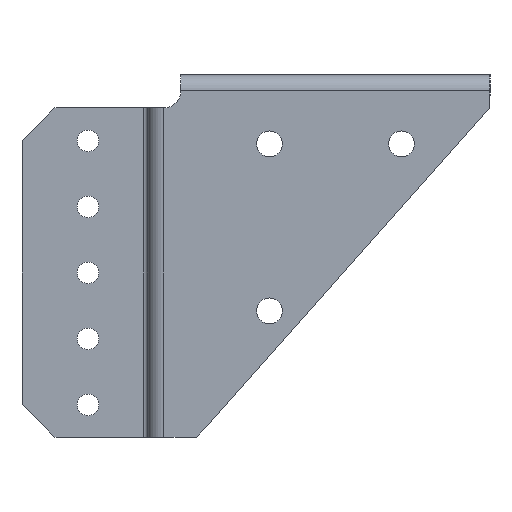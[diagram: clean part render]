
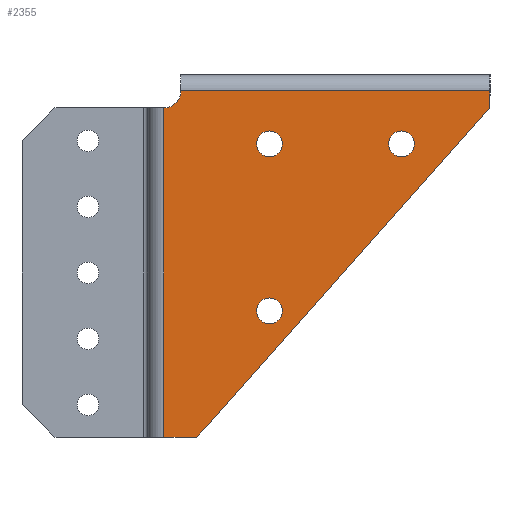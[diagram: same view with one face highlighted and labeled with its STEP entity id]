
A CAD part, front view. The second image highlights one B-rep face of the part: STEP entity #2355.
In plain terms, the highlighted planar face has unit normal (0, -1, 0).
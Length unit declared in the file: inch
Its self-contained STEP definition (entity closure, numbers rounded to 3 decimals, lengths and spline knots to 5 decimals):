
#96 = VECTOR ( 'NONE', #2600, 39.37008 ) ;
#108 = VECTOR ( 'NONE', #241, 39.37008 ) ;
#138 = CARTESIAN_POINT ( 'NONE',  ( 1.17075, -1.36503, -0.032 ) ) ;
#181 = ORIENTED_EDGE ( 'NONE', *, *, #3141, .T. ) ;
#229 = DIRECTION ( 'NONE',  ( 0., 1., 0. ) ) ;
#233 = EDGE_CURVE ( 'NONE', #867, #2929, #2041, .T. ) ;
#241 = DIRECTION ( 'NONE',  ( 0., 0., 1. ) ) ;
#243 = DIRECTION ( 'NONE',  ( 0., 0., 1. ) ) ;
#323 = CIRCLE ( 'NONE', #2960, 0.098 ) ;
#418 = LINE ( 'NONE', #3189, #672 ) ;
#440 = EDGE_CURVE ( 'NONE', #2501, #2049, #2311, .T. ) ;
#465 = AXIS2_PLACEMENT_3D ( 'NONE', #2621, #2606, #2859 ) ;
#469 = AXIS2_PLACEMENT_3D ( 'NONE', #3315, #766, #243 ) ;
#474 = CARTESIAN_POINT ( 'NONE',  ( 0.5, -1.36503, -0.335 ) ) ;
#478 = LINE ( 'NONE', #2548, #108 ) ;
#486 = VERTEX_POINT ( 'NONE', #2153 ) ;
#503 = EDGE_LOOP ( 'NONE', ( #1542, #181 ) ) ;
#541 = CARTESIAN_POINT ( 'NONE',  ( 1.17075, -1.36503, -2.655 ) ) ;
#545 = CARTESIAN_POINT ( 'NONE',  ( -1.29675, -1.36503, -0.16 ) ) ;
#649 = VERTEX_POINT ( 'NONE', #1571 ) ;
#672 = VECTOR ( 'NONE', #2459, 39.37008 ) ;
#736 = AXIS2_PLACEMENT_3D ( 'NONE', #1252, #229, #2286 ) ;
#744 = ORIENTED_EDGE ( 'NONE', *, *, #1594, .F. ) ;
#755 = VERTEX_POINT ( 'NONE', #1855 ) ;
#766 = DIRECTION ( 'NONE',  ( 0., 1., 0. ) ) ;
#775 = CARTESIAN_POINT ( 'NONE',  ( 0.5, -1.36503, -0.531 ) ) ;
#867 = VERTEX_POINT ( 'NONE', #138 ) ;
#887 = DIRECTION ( 'NONE',  ( 0., 1., 0. ) ) ;
#896 = VECTOR ( 'NONE', #3052, 39.37008 ) ;
#899 = VERTEX_POINT ( 'NONE', #1671 ) ;
#915 = VERTEX_POINT ( 'NONE', #2194 ) ;
#934 = EDGE_CURVE ( 'NONE', #2962, #981, #1967, .T. ) ;
#952 = EDGE_CURVE ( 'NONE', #649, #2081, #3218, .T. ) ;
#981 = VERTEX_POINT ( 'NONE', #3081 ) ;
#996 = EDGE_CURVE ( 'NONE', #1654, #2669, #2350, .T. ) ;
#1059 = CARTESIAN_POINT ( 'NONE',  ( 0.13567, -1.36503, -1.46642 ) ) ;
#1081 = DIRECTION ( 'NONE',  ( 0., 0., 1. ) ) ;
#1107 = DIRECTION ( 'NONE',  ( 0., 1., 0. ) ) ;
#1144 = CARTESIAN_POINT ( 'NONE',  ( -0.5, -1.36503, -0.433 ) ) ;
#1155 = FACE_BOUND ( 'NONE', #1345, .T. ) ;
#1181 = ORIENTED_EDGE ( 'NONE', *, *, #1214, .F. ) ;
#1189 = ORIENTED_EDGE ( 'NONE', *, *, #233, .F. ) ;
#1214 = EDGE_CURVE ( 'NONE', #486, #755, #3306, .T. ) ;
#1223 = CARTESIAN_POINT ( 'NONE',  ( -1.30075, -1.36503, -0.034 ) ) ;
#1230 = ORIENTED_EDGE ( 'NONE', *, *, #3298, .T. ) ;
#1246 = CARTESIAN_POINT ( 'NONE',  ( -0.5, -1.36503, -1.796 ) ) ;
#1252 = CARTESIAN_POINT ( 'NONE',  ( -0.5, -1.36503, -1.698 ) ) ;
#1268 = VECTOR ( 'NONE', #2139, 39.37008 ) ;
#1291 = CARTESIAN_POINT ( 'NONE',  ( 1.17075, -1.36503, -0.157 ) ) ;
#1297 = EDGE_CURVE ( 'NONE', #899, #3219, #2326, .T. ) ;
#1301 = CARTESIAN_POINT ( 'NONE',  ( -0.5, -1.36503, -0.335 ) ) ;
#1345 = EDGE_LOOP ( 'NONE', ( #3194, #3130 ) ) ;
#1385 = CARTESIAN_POINT ( 'NONE',  ( -0.5, -1.36503, -0.531 ) ) ;
#1483 = CIRCLE ( 'NONE', #1968, 0.098 ) ;
#1493 = AXIS2_PLACEMENT_3D ( 'NONE', #2630, #1107, #2440 ) ;
#1539 = AXIS2_PLACEMENT_3D ( 'NONE', #1955, #2741, #2687 ) ;
#1542 = ORIENTED_EDGE ( 'NONE', *, *, #952, .T. ) ;
#1555 = CARTESIAN_POINT ( 'NONE',  ( -0.98934, -1.36503, -2.59142 ) ) ;
#1571 = CARTESIAN_POINT ( 'NONE',  ( -0.5, -1.36503, -1.6 ) ) ;
#1594 = EDGE_CURVE ( 'NONE', #2962, #915, #478, .T. ) ;
#1603 = ORIENTED_EDGE ( 'NONE', *, *, #996, .T. ) ;
#1611 = DIRECTION ( 'NONE',  ( 0., 1., 0. ) ) ;
#1629 = EDGE_CURVE ( 'NONE', #755, #981, #2818, .T. ) ;
#1654 = VERTEX_POINT ( 'NONE', #1301 ) ;
#1671 = CARTESIAN_POINT ( 'NONE',  ( -1.05291, -1.36503, -2.655 ) ) ;
#1716 = FACE_OUTER_BOUND ( 'NONE', #2492, .T. ) ;
#1755 = DIRECTION ( 'NONE',  ( 1., 0., 0. ) ) ;
#1773 = ORIENTED_EDGE ( 'NONE', *, *, #1297, .T. ) ;
#1822 = EDGE_LOOP ( 'NONE', ( #1603, #1230 ) ) ;
#1851 = EDGE_CURVE ( 'NONE', #2049, #2501, #323, .T. ) ;
#1855 = CARTESIAN_POINT ( 'NONE',  ( -1.30075, -1.36503, -0.16 ) ) ;
#1913 = FACE_BOUND ( 'NONE', #503, .T. ) ;
#1948 = PLANE ( 'NONE',  #2662 ) ;
#1953 = EDGE_CURVE ( 'NONE', #899, #486, #2208, .T. ) ;
#1955 = CARTESIAN_POINT ( 'NONE',  ( -1.29675, -1.36503, -0.034 ) ) ;
#1967 = CIRCLE ( 'NONE', #1539, 0.126 ) ;
#1968 = AXIS2_PLACEMENT_3D ( 'NONE', #1144, #1611, #3214 ) ;
#2041 = LINE ( 'NONE', #541, #96 ) ;
#2049 = VERTEX_POINT ( 'NONE', #474 ) ;
#2081 = VERTEX_POINT ( 'NONE', #1246 ) ;
#2083 = DIRECTION ( 'NONE',  ( 0.707, 0., 0.707 ) ) ;
#2139 = DIRECTION ( 'NONE',  ( 0.664, 0., 0.748 ) ) ;
#2140 = ORIENTED_EDGE ( 'NONE', *, *, #934, .T. ) ;
#2153 = CARTESIAN_POINT ( 'NONE',  ( -1.30075, -1.36503, -2.655 ) ) ;
#2166 = FACE_BOUND ( 'NONE', #1822, .T. ) ;
#2182 = DIRECTION ( 'NONE',  ( 0., 0., 1. ) ) ;
#2194 = CARTESIAN_POINT ( 'NONE',  ( -1.17075, -1.36503, -0.032 ) ) ;
#2208 = LINE ( 'NONE', #2243, #2370 ) ;
#2243 = CARTESIAN_POINT ( 'NONE',  ( -2.5478, -1.36503, -2.655 ) ) ;
#2286 = DIRECTION ( 'NONE',  ( 0., 0., 1. ) ) ;
#2311 = CIRCLE ( 'NONE', #1493, 0.098 ) ;
#2326 = LINE ( 'NONE', #1059, #3221 ) ;
#2330 = ORIENTED_EDGE ( 'NONE', *, *, #3286, .T. ) ;
#2350 = CIRCLE ( 'NONE', #469, 0.098 ) ;
#2355 = ADVANCED_FACE ( 'NONE', ( #1716, #1913, #1155, #2166 ), #1948, .F. ) ;
#2364 = DIRECTION ( 'NONE',  ( 0., 1., 0. ) ) ;
#2370 = VECTOR ( 'NONE', #3022, 39.37008 ) ;
#2428 = LINE ( 'NONE', #2650, #1268 ) ;
#2440 = DIRECTION ( 'NONE',  ( 0., 0., 1. ) ) ;
#2446 = ORIENTED_EDGE ( 'NONE', *, *, #2972, .F. ) ;
#2449 = ORIENTED_EDGE ( 'NONE', *, *, #1953, .F. ) ;
#2459 = DIRECTION ( 'NONE',  ( 1., 0., 0. ) ) ;
#2492 = EDGE_LOOP ( 'NONE', ( #1181, #2449, #1773, #2330, #1189, #2446, #744, #2140, #3331 ) ) ;
#2501 = VERTEX_POINT ( 'NONE', #775 ) ;
#2548 = CARTESIAN_POINT ( 'NONE',  ( -1.17075, -1.36503, -0.034 ) ) ;
#2600 = DIRECTION ( 'NONE',  ( 0., 0., -1. ) ) ;
#2606 = DIRECTION ( 'NONE',  ( 0., 1., 0. ) ) ;
#2621 = CARTESIAN_POINT ( 'NONE',  ( -0.5, -1.36503, -1.698 ) ) ;
#2630 = CARTESIAN_POINT ( 'NONE',  ( 0.5, -1.36503, -0.433 ) ) ;
#2650 = CARTESIAN_POINT ( 'NONE',  ( 0.14487, -1.36503, -1.31317 ) ) ;
#2661 = CARTESIAN_POINT ( 'NONE',  ( 0.5, -1.36503, -0.433 ) ) ;
#2662 = AXIS2_PLACEMENT_3D ( 'NONE', #3207, #887, #2182 ) ;
#2669 = VERTEX_POINT ( 'NONE', #1385 ) ;
#2687 = DIRECTION ( 'NONE',  ( 0., 0., 1. ) ) ;
#2741 = DIRECTION ( 'NONE',  ( 0., 1., 0. ) ) ;
#2818 = LINE ( 'NONE', #545, #3020 ) ;
#2859 = DIRECTION ( 'NONE',  ( 0., 0., 1. ) ) ;
#2929 = VERTEX_POINT ( 'NONE', #1291 ) ;
#2960 = AXIS2_PLACEMENT_3D ( 'NONE', #2661, #2364, #1081 ) ;
#2962 = VERTEX_POINT ( 'NONE', #3099 ) ;
#2972 = EDGE_CURVE ( 'NONE', #915, #867, #418, .T. ) ;
#3020 = VECTOR ( 'NONE', #1755, 39.37008 ) ;
#3022 = DIRECTION ( 'NONE',  ( -1., 0., 0. ) ) ;
#3052 = DIRECTION ( 'NONE',  ( 0., 0., 1. ) ) ;
#3081 = CARTESIAN_POINT ( 'NONE',  ( -1.29675, -1.36503, -0.16 ) ) ;
#3099 = CARTESIAN_POINT ( 'NONE',  ( -1.17075, -1.36503, -0.034 ) ) ;
#3130 = ORIENTED_EDGE ( 'NONE', *, *, #440, .T. ) ;
#3141 = EDGE_CURVE ( 'NONE', #2081, #649, #3157, .T. ) ;
#3157 = CIRCLE ( 'NONE', #465, 0.098 ) ;
#3189 = CARTESIAN_POINT ( 'NONE',  ( -1.17075, -1.36503, -0.032 ) ) ;
#3194 = ORIENTED_EDGE ( 'NONE', *, *, #1851, .T. ) ;
#3207 = CARTESIAN_POINT ( 'NONE',  ( -1.29675, -1.36503, -0.034 ) ) ;
#3214 = DIRECTION ( 'NONE',  ( 0., 0., 1. ) ) ;
#3218 = CIRCLE ( 'NONE', #736, 0.098 ) ;
#3219 = VERTEX_POINT ( 'NONE', #1555 ) ;
#3221 = VECTOR ( 'NONE', #2083, 39.37008 ) ;
#3286 = EDGE_CURVE ( 'NONE', #3219, #2929, #2428, .T. ) ;
#3298 = EDGE_CURVE ( 'NONE', #2669, #1654, #1483, .T. ) ;
#3306 = LINE ( 'NONE', #1223, #896 ) ;
#3315 = CARTESIAN_POINT ( 'NONE',  ( -0.5, -1.36503, -0.433 ) ) ;
#3331 = ORIENTED_EDGE ( 'NONE', *, *, #1629, .F. ) ;
